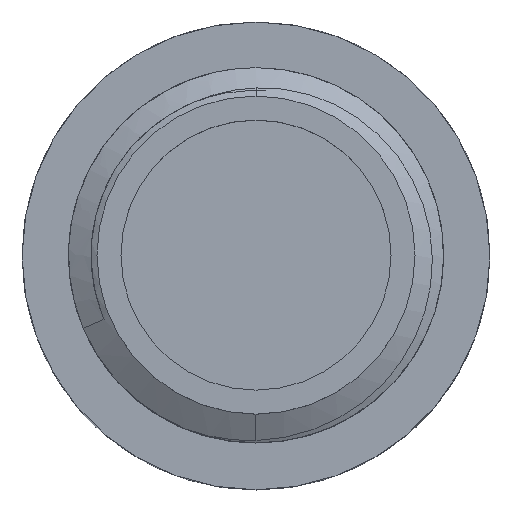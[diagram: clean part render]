
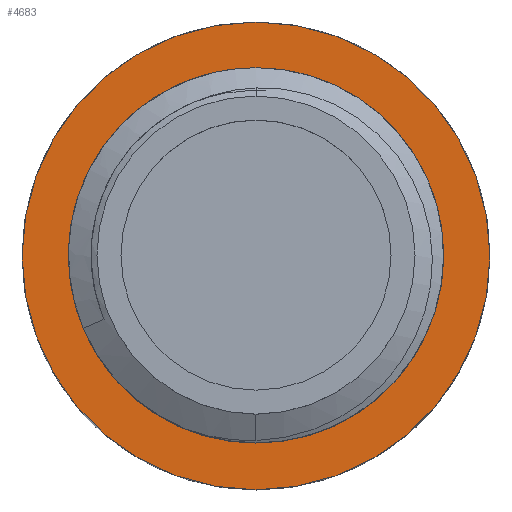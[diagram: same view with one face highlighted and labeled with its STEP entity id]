
A CAD part, top view. The second image highlights one B-rep face of the part: STEP entity #4683.
In plain terms, the highlighted planar face has unit normal (0, 0, 1).
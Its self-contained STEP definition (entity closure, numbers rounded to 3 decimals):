
#1227=CARTESIAN_POINT('',(0.,0.,-7.995));
#1228=DIRECTION('',(0.,0.,1.));
#1229=DIRECTION('',(0.,1.,0.));
#1230=AXIS2_PLACEMENT_3D('',#1227,#1228,#1229);
#1232=CARTESIAN_POINT('',(0.,0.,-7.995));
#1233=DIRECTION('',(0.,0.,1.));
#1234=DIRECTION('',(0.,-1.,0.));
#1235=AXIS2_PLACEMENT_3D('',#1232,#1233,#1234);
#1237=CARTESIAN_POINT('',(0.,0.,-7.995));
#1238=DIRECTION('',(0.,0.,-1.));
#1239=DIRECTION('',(0.,1.,0.));
#1240=AXIS2_PLACEMENT_3D('',#1237,#1238,#1239);
#1242=CARTESIAN_POINT('',(0.,0.,-7.995));
#1243=DIRECTION('',(0.,0.,-1.));
#1244=DIRECTION('',(0.,-1.,0.));
#1245=AXIS2_PLACEMENT_3D('',#1242,#1243,#1244);
#1862=CARTESIAN_POINT('',(0.,2.692,-7.995));
#1863=CARTESIAN_POINT('',(0.,-2.692,-7.995));
#1864=VERTEX_POINT('',#1862);
#1865=VERTEX_POINT('',#1863);
#1869=CARTESIAN_POINT('',(0.,-3.96,-7.995));
#1871=VERTEX_POINT('',#1869);
#1883=CARTESIAN_POINT('',(0.,3.96,-7.995));
#1884=VERTEX_POINT('',#1883);
#4668=CARTESIAN_POINT('',(0.,0.,-7.995));
#4669=DIRECTION('',(0.,0.,1.));
#4670=DIRECTION('',(0.,-1.,0.));
#4671=AXIS2_PLACEMENT_3D('',#4668,#4669,#4670);
#4672=PLANE('',#4671);
#4674=ORIENTED_EDGE('',*,*,#4673,.F.);
#4676=ORIENTED_EDGE('',*,*,#4675,.F.);
#4677=EDGE_LOOP('',(#4674,#4676));
#4678=FACE_OUTER_BOUND('',#4677,.F.);
#4679=ORIENTED_EDGE('',*,*,#4628,.F.);
#4680=ORIENTED_EDGE('',*,*,#4657,.F.);
#4681=EDGE_LOOP('',(#4679,#4680));
#4682=FACE_BOUND('',#4681,.F.);
#1231=CIRCLE('',#1230,3.96);
#1236=CIRCLE('',#1235,3.96);
#1241=CIRCLE('',#1240,2.692);
#1246=CIRCLE('',#1245,2.692);
#4628=EDGE_CURVE('',#1864,#1865,#1241,.T.);
#4657=EDGE_CURVE('',#1865,#1864,#1246,.T.);
#4673=EDGE_CURVE('',#1884,#1871,#1231,.T.);
#4675=EDGE_CURVE('',#1871,#1884,#1236,.T.);
#4683=ADVANCED_FACE('',(#4678,#4682),#4672,.T.);
